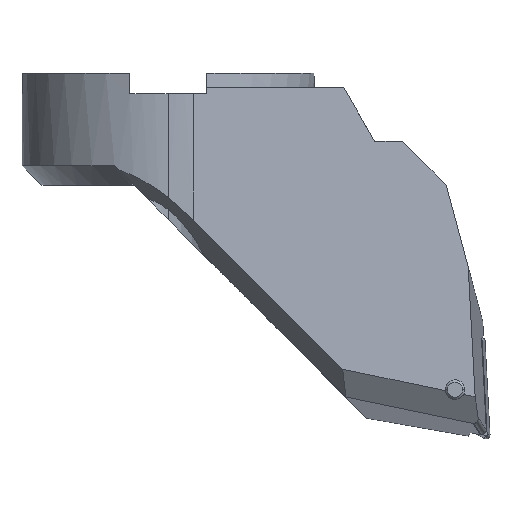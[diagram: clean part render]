
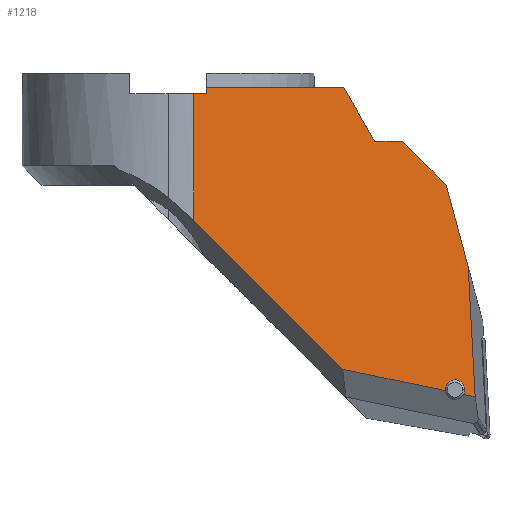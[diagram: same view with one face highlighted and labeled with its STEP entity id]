
A CAD part, top view. The second image highlights one B-rep face of the part: STEP entity #1218.
In plain terms, the highlighted planar face has unit normal (0.174, 0, 0.985).
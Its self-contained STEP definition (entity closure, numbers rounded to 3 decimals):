
#888=VERTEX_POINT('NONE',#2506);
#906=VERTEX_POINT('NONE',#2526);
#1070=EDGE_CURVE('NONE',#2072,#1696,#2706,.T.);
#1106=EDGE_CURVE('NONE',#1418,#906,#2743,.T.);
#1128=VERTEX_POINT('NONE',#2768);
#1176=VERTEX_POINT('NONE',#2823);
#1198=EDGE_CURVE('NONE',#906,#1478,#2848,.T.);
#1218=ADVANCED_FACE('NONE',(#2869),#2870,.F.);
#1226=VERTEX_POINT('NONE',#2879);
#1234=EDGE_CURVE('NONE',#1624,#1418,#2888,.T.);
#1238=EDGE_CURVE('NONE',#2072,#1128,#2892,.T.);
#1298=EDGE_CURVE('NONE',#2384,#2150,#2958,.T.);
#1418=VERTEX_POINT('NONE',#3092);
#1478=VERTEX_POINT('NONE',#3158);
#1562=EDGE_CURVE('NONE',#888,#1696,#3251,.T.);
#1624=VERTEX_POINT('NONE',#3323);
#1696=VERTEX_POINT('NONE',#3404);
#2004=EDGE_CURVE('NONE',#1176,#1226,#3749,.T.);
#2072=VERTEX_POINT('NONE',#3822);
#2082=EDGE_CURVE('NONE',#2252,#1624,#3833,.T.);
#2090=EDGE_CURVE('NONE',#2252,#1176,#3841,.T.);
#2108=EDGE_CURVE('NONE',#2384,#2148,#3861,.T.);
#2116=EDGE_CURVE('NONE',#2150,#1226,#3869,.T.);
#2148=VERTEX_POINT('NONE',#3905);
#2150=VERTEX_POINT('NONE',#3907);
#2224=EDGE_CURVE('NONE',#1128,#2148,#3986,.T.);
#2252=VERTEX_POINT('NONE',#4016);
#2384=VERTEX_POINT('NONE',#4159);
#2386=EDGE_CURVE('NONE',#1478,#888,#4161,.T.);
#2506=CARTESIAN_POINT('',(21.18,-7.0,11.497));
#2526=CARTESIAN_POINT('',(28.52,-11.5,10.203));
#2706=LINE('',#4594,#4595);
#2743=LINE('',#4665,#4666);
#2768=CARTESIAN_POINT('',(3.95,-2.1,14.535));
#2823=CARTESIAN_POINT('',(29.368,-31.46,10.053));
#2848=LINE('',#4808,#4809);
#2869=FACE_OUTER_BOUND('',#4837,.T.);
#2870=PLANE('',#4838);
#2879=CARTESIAN_POINT('',(28.426,-32.566,10.219));
#2888=LINE('',#4862,#4863);
#2892=LINE('',#4869,#4870);
#2958=LINE('',#4972,#4973);
#3092=CARTESIAN_POINT('',(30.762,-19.866,9.807));
#3158=CARTESIAN_POINT('',(24.02,-7.0,10.996));
#3251=LINE('',#5408,#5409);
#3323=CARTESIAN_POINT('',(31.476,-33.2,9.681));
#3404=CARTESIAN_POINT('',(18.005,-1.5,12.057));
#3749=(B_SPLINE_CURVE(3,(#6119,#6120,#6121,#6122),.UNSPECIFIED.,.F.,.F.)B_SPLINE_CURVE_WITH_KNOTS((4,4),(1.623,3.25),.UNSPECIFIED.)RATIONAL_B_SPLINE_CURVE((1.0,0.791,0.791,1.0))BOUNDED_CURVE()REPRESENTATION_ITEM('')GEOMETRIC_REPRESENTATION_ITEM()CURVE());
#3822=CARTESIAN_POINT('',(3.95,-1.5,14.535));
#3833=LINE('',#6236,#6237);
#3841=(B_SPLINE_CURVE(3,(#6248,#6249,#6250,#6251),.UNSPECIFIED.,.F.,.F.)B_SPLINE_CURVE_WITH_KNOTS((4,4),(5.765,7.906),.UNSPECIFIED.)RATIONAL_B_SPLINE_CURVE((1.0,0.653,0.653,1.0))BOUNDED_CURVE()REPRESENTATION_ITEM('')GEOMETRIC_REPRESENTATION_ITEM()CURVE());
#3861=LINE('',#6286,#6287);
#3869=LINE('',#6298,#6299);
#3905=CARTESIAN_POINT('',(2.605,-2.1,14.772));
#3907=CARTESIAN_POINT('',(17.893,-30.376,12.076));
#3986=LINE('',#6468,#6469);
#4016=CARTESIAN_POINT('',(30.289,-32.953,9.891));
#4159=CARTESIAN_POINT('',(2.605,-15.088,14.772));
#4161=LINE('',#6729,#6730);
#4594=CARTESIAN_POINT('',(2.605,-1.5,14.772));
#4595=VECTOR('',#7081,1000.0);
#4665=CARTESIAN_POINT('',(33.594,-30.438,9.308));
#4666=VECTOR('',#7113,1000.0);
#4808=CARTESIAN_POINT('',(28.904,-11.884,10.135));
#4809=VECTOR('',#7244,1000.0);
#4837=EDGE_LOOP('',(#7270,#7271,#7272,#7273,#7274,#7275,#7276,#7277,#7278,#7279,#7280,#7281,#7282,#7283));
#4838=AXIS2_PLACEMENT_3D('',#7284,#7285,#7286);
#4862=CARTESIAN_POINT('',(31.701,-37.393,9.642));
#4863=VECTOR('',#7308,1000.0);
#4869=CARTESIAN_POINT('',(3.95,-39.0,14.535));
#4870=VECTOR('',#7312,1000.0);
#4972=CARTESIAN_POINT('',(14.378,-26.861,12.696));
#4973=VECTOR('',#7380,1000.0);
#5408=CARTESIAN_POINT('',(30.178,-22.585,9.91));
#5409=VECTOR('',#7755,1000.0);
#6119=CARTESIAN_POINT('',(29.368,-31.46,10.053));
#6120=CARTESIAN_POINT('',(28.757,-31.492,10.161));
#6121=CARTESIAN_POINT('',(28.36,-31.958,10.231));
#6122=CARTESIAN_POINT('',(28.426,-32.566,10.219));
#6236=CARTESIAN_POINT('',(4.889,-27.673,14.369));
#6237=VECTOR('',#8474,1000.0);
#6248=CARTESIAN_POINT('',(30.289,-32.953,9.891));
#6249=CARTESIAN_POINT('',(30.732,-32.175,9.812));
#6250=CARTESIAN_POINT('',(30.262,-31.413,9.895));
#6251=CARTESIAN_POINT('',(29.368,-31.46,10.053));
#6286=CARTESIAN_POINT('',(2.605,-39.0,14.772));
#6287=VECTOR('',#8498,1000.0);
#6298=CARTESIAN_POINT('',(4.889,-27.673,14.369));
#6299=VECTOR('',#8505,1000.0);
#6468=CARTESIAN_POINT('',(2.605,-2.1,14.772));
#6469=VECTOR('',#8615,1000.0);
#6729=CARTESIAN_POINT('',(2.605,-7.0,14.772));
#6730=VECTOR('',#8808,1000.0);
#7081=DIRECTION('',(0.985,0.,-0.174));
#7113=DIRECTION('',(-0.259,0.965,0.046));
#7244=DIRECTION('',(-0.702,0.702,0.124));
#7270=ORIENTED_EDGE('',*,*,#2108,.F.);
#7271=ORIENTED_EDGE('',*,*,#1298,.T.);
#7272=ORIENTED_EDGE('',*,*,#2116,.T.);
#7273=ORIENTED_EDGE('',*,*,#2004,.F.);
#7274=ORIENTED_EDGE('',*,*,#2090,.F.);
#7275=ORIENTED_EDGE('',*,*,#2082,.T.);
#7276=ORIENTED_EDGE('',*,*,#1234,.T.);
#7277=ORIENTED_EDGE('',*,*,#1106,.T.);
#7278=ORIENTED_EDGE('',*,*,#1198,.T.);
#7279=ORIENTED_EDGE('',*,*,#2386,.T.);
#7280=ORIENTED_EDGE('',*,*,#1562,.T.);
#7281=ORIENTED_EDGE('',*,*,#1070,.F.);
#7282=ORIENTED_EDGE('',*,*,#1238,.T.);
#7283=ORIENTED_EDGE('',*,*,#2224,.T.);
#7284=CARTESIAN_POINT('',(2.605,-39.0,14.772));
#7285=DIRECTION('',(-0.174,0.,-0.985));
#7286=DIRECTION('',(0.0,-1.0,0.));
#7308=DIRECTION('',(-0.053,0.999,0.009));
#7312=DIRECTION('',(0.,-1.0,0.));
#7380=DIRECTION('',(0.702,-0.702,-0.124));
#7755=DIRECTION('',(-0.498,0.863,0.088));
#8474=DIRECTION('',(0.965,-0.201,-0.17));
#8498=DIRECTION('',(0.0,1.0,0.));
#8505=DIRECTION('',(0.965,-0.201,-0.17));
#8615=DIRECTION('',(-0.985,0.,0.174));
#8808=DIRECTION('',(-0.985,0.,0.174));
